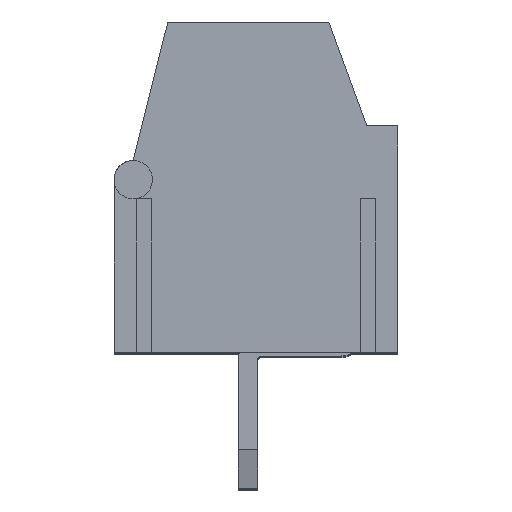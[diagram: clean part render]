
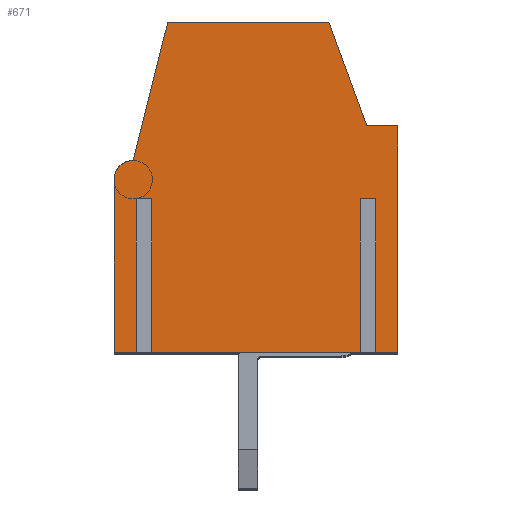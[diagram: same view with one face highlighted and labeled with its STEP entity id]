
A CAD part, top view. The second image highlights one B-rep face of the part: STEP entity #671.
In plain terms, the highlighted planar face has unit normal (0, 0, 1).
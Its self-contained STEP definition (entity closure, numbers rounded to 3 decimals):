
#671=ADVANCED_FACE('',(#1607),#16362,.T.);
#1607=FACE_OUTER_BOUND('',#2545,.T.);
#2545=EDGE_LOOP('',(#3953,#3954,#3955,#3956,#3957,#3958,#3959,#3960,#3961,
#3962,#3963,#3964,#3965,#3966,#3967,#3968));
#3953=ORIENTED_EDGE('',*,*,#8882,.T.);
#3954=ORIENTED_EDGE('',*,*,#8889,.T.);
#3955=ORIENTED_EDGE('',*,*,#8799,.T.);
#3956=ORIENTED_EDGE('',*,*,#8797,.T.);
#3957=ORIENTED_EDGE('',*,*,#8807,.T.);
#3958=ORIENTED_EDGE('',*,*,#8888,.T.);
#3959=ORIENTED_EDGE('',*,*,#8847,.T.);
#3960=ORIENTED_EDGE('',*,*,#8850,.T.);
#3961=ORIENTED_EDGE('',*,*,#8853,.T.);
#3962=ORIENTED_EDGE('',*,*,#8870,.T.);
#3963=ORIENTED_EDGE('',*,*,#8873,.T.);
#3964=ORIENTED_EDGE('',*,*,#8886,.F.);
#3965=ORIENTED_EDGE('',*,*,#8887,.F.);
#3966=ORIENTED_EDGE('',*,*,#8890,.T.);
#3967=ORIENTED_EDGE('',*,*,#8875,.T.);
#3968=ORIENTED_EDGE('',*,*,#8885,.T.);
#8797=EDGE_CURVE('',#14398,#14399,#11903,.T.);
#8799=EDGE_CURVE('',#14402,#14398,#11905,.T.);
#8807=EDGE_CURVE('',#14399,#14405,#11913,.T.);
#8847=EDGE_CURVE('',#14436,#14437,#11953,.T.);
#8850=EDGE_CURVE('',#14437,#14439,#11956,.T.);
#8853=EDGE_CURVE('',#14439,#14441,#11959,.T.);
#8870=EDGE_CURVE('',#14441,#14451,#11968,.T.);
#8873=EDGE_CURVE('',#14451,#14452,#11971,.T.);
#8875=EDGE_CURVE('',#14455,#14456,#11973,.T.);
#8882=EDGE_CURVE('',#14461,#14460,#11980,.T.);
#8885=EDGE_CURVE('',#14456,#14461,#11983,.T.);
#8886=EDGE_CURVE('',#14462,#14452,#11435,.T.);
#8887=EDGE_CURVE('',#14463,#14462,#11984,.T.);
#8888=EDGE_CURVE('',#14405,#14436,#11985,.T.);
#8889=EDGE_CURVE('',#14460,#14402,#11986,.T.);
#8890=EDGE_CURVE('',#14463,#14455,#11987,.T.);
#11435=(
BOUNDED_CURVE()
B_SPLINE_CURVE(2,(#19997,#19998,#19999),.UNSPECIFIED.,.F.,.F.)
B_SPLINE_CURVE_WITH_KNOTS((3,3),(-0.785,0.),.UNSPECIFIED.)
CURVE()
GEOMETRIC_REPRESENTATION_ITEM()
RATIONAL_B_SPLINE_CURVE((1.,0.707,1.))
REPRESENTATION_ITEM('')
);
#11903=B_SPLINE_CURVE_WITH_KNOTS('',1,(#19795,#19796),.UNSPECIFIED.,.F.,
 .F.,(2,2),(0.,0.4),.UNSPECIFIED.);
#11905=B_SPLINE_CURVE_WITH_KNOTS('',1,(#19799,#19800),.UNSPECIFIED.,.F.,
 .F.,(2,2),(0.,4.),.UNSPECIFIED.);
#11913=B_SPLINE_CURVE_WITH_KNOTS('',1,(#19815,#19816),.UNSPECIFIED.,.F.,
 .F.,(2,2),(-4.,0.),.UNSPECIFIED.);
#11953=B_SPLINE_CURVE_WITH_KNOTS('',1,(#19895,#19896),.UNSPECIFIED.,.F.,
 .F.,(2,2),(0.,5.9),.UNSPECIFIED.);
#11956=B_SPLINE_CURVE_WITH_KNOTS('',1,(#19901,#19902),.UNSPECIFIED.,.F.,
 .F.,(2,2),(0.,0.814),.UNSPECIFIED.);
#11959=B_SPLINE_CURVE_WITH_KNOTS('',1,(#19907,#19908),.UNSPECIFIED.,.F.,
 .F.,(2,2),(-2.884,0.),.UNSPECIFIED.);
#11968=B_SPLINE_CURVE_WITH_KNOTS('',1,(#19965,#19966),.UNSPECIFIED.,.F.,
 .F.,(2,2),(-4.2,0.),.UNSPECIFIED.);
#11971=B_SPLINE_CURVE_WITH_KNOTS('',1,(#19971,#19972),.UNSPECIFIED.,.F.,
 .F.,(2,2),(-3.72,0.),.UNSPECIFIED.);
#11973=B_SPLINE_CURVE_WITH_KNOTS('',1,(#19975,#19976),.UNSPECIFIED.,.F.,
 .F.,(2,2),(0.,4.),.UNSPECIFIED.);
#11980=B_SPLINE_CURVE_WITH_KNOTS('',1,(#19989,#19990),.UNSPECIFIED.,.F.,
 .F.,(2,2),(-4.,0.),.UNSPECIFIED.);
#11983=B_SPLINE_CURVE_WITH_KNOTS('',1,(#19995,#19996),.UNSPECIFIED.,.F.,
 .F.,(2,2),(0.,0.4),.UNSPECIFIED.);
#11984=B_SPLINE_CURVE_WITH_KNOTS('',1,(#20000,#20001),.UNSPECIFIED.,.F.,
 .F.,(2,2),(0.,4.5),.UNSPECIFIED.);
#11985=B_SPLINE_CURVE_WITH_KNOTS('',1,(#20002,#20003),.UNSPECIFIED.,.F.,
 .F.,(2,2),(0.,0.58),.UNSPECIFIED.);
#11986=B_SPLINE_CURVE_WITH_KNOTS('',1,(#20004,#20005),.UNSPECIFIED.,.F.,
 .F.,(2,2),(0.,5.44),.UNSPECIFIED.);
#11987=B_SPLINE_CURVE_WITH_KNOTS('',1,(#20006,#20007),.UNSPECIFIED.,.F.,
 .F.,(2,2),(0.,0.58),.UNSPECIFIED.);
#14398=VERTEX_POINT('',#19707);
#14399=VERTEX_POINT('',#19708);
#14402=VERTEX_POINT('',#19711);
#14405=VERTEX_POINT('',#19714);
#14436=VERTEX_POINT('',#19745);
#14437=VERTEX_POINT('',#19746);
#14439=VERTEX_POINT('',#19748);
#14441=VERTEX_POINT('',#19750);
#14451=VERTEX_POINT('',#19760);
#14452=VERTEX_POINT('',#19761);
#14455=VERTEX_POINT('',#19764);
#14456=VERTEX_POINT('',#19765);
#14460=VERTEX_POINT('',#19769);
#14461=VERTEX_POINT('',#19770);
#14462=VERTEX_POINT('',#19771);
#14463=VERTEX_POINT('',#19772);
#16362=PLANE('',#17190);
#17190=AXIS2_PLACEMENT_3D('',#19677,#18001,$);
#18001=DIRECTION('',(0.,0.,1.));
#19677=CARTESIAN_POINT('',(-4.234,-0.863,26.25));
#19707=CARTESIAN_POINT('',(2.927,4.,26.25));
#19708=CARTESIAN_POINT('',(3.327,4.,26.25));
#19711=CARTESIAN_POINT('',(2.927,0.,26.25));
#19714=CARTESIAN_POINT('',(3.327,0.,26.25));
#19745=CARTESIAN_POINT('',(3.907,0.,26.25));
#19746=CARTESIAN_POINT('',(3.907,5.9,26.25));
#19748=CARTESIAN_POINT('',(3.093,5.9,26.25));
#19750=CARTESIAN_POINT('',(2.107,8.609,26.25));
#19760=CARTESIAN_POINT('',(-2.093,8.609,26.25));
#19761=CARTESIAN_POINT('',(-2.993,5.,26.25));
#19764=CARTESIAN_POINT('',(-2.913,0.,26.25));
#19765=CARTESIAN_POINT('',(-2.913,4.,26.25));
#19769=CARTESIAN_POINT('',(-2.513,0.,26.25));
#19770=CARTESIAN_POINT('',(-2.513,4.,26.25));
#19771=CARTESIAN_POINT('',(-3.493,4.5,26.25));
#19772=CARTESIAN_POINT('',(-3.493,0.,26.25));
#19795=CARTESIAN_POINT('',(2.927,4.,26.25));
#19796=CARTESIAN_POINT('',(3.327,4.,26.25));
#19799=CARTESIAN_POINT('',(2.927,0.,26.25));
#19800=CARTESIAN_POINT('',(2.927,4.,26.25));
#19815=CARTESIAN_POINT('',(3.327,4.,26.25));
#19816=CARTESIAN_POINT('',(3.327,0.,26.25));
#19895=CARTESIAN_POINT('',(3.907,0.,26.25));
#19896=CARTESIAN_POINT('',(3.907,5.9,26.25));
#19901=CARTESIAN_POINT('',(3.907,5.9,26.25));
#19902=CARTESIAN_POINT('',(3.093,5.9,26.25));
#19907=CARTESIAN_POINT('',(3.093,5.9,26.25));
#19908=CARTESIAN_POINT('',(2.107,8.609,26.25));
#19965=CARTESIAN_POINT('',(2.107,8.609,26.25));
#19966=CARTESIAN_POINT('',(-2.093,8.609,26.25));
#19971=CARTESIAN_POINT('',(-2.093,8.609,26.25));
#19972=CARTESIAN_POINT('',(-2.993,5.,26.25));
#19975=CARTESIAN_POINT('',(-2.913,0.,26.25));
#19976=CARTESIAN_POINT('',(-2.913,4.,26.25));
#19989=CARTESIAN_POINT('',(-2.513,4.,26.25));
#19990=CARTESIAN_POINT('',(-2.513,0.,26.25));
#19995=CARTESIAN_POINT('',(-2.913,4.,26.25));
#19996=CARTESIAN_POINT('',(-2.513,4.,26.25));
#19997=CARTESIAN_POINT('',(-3.493,4.5,26.25));
#19998=CARTESIAN_POINT('',(-3.493,5.,26.25));
#19999=CARTESIAN_POINT('',(-2.993,5.,26.25));
#20000=CARTESIAN_POINT('',(-3.493,0.,26.25));
#20001=CARTESIAN_POINT('',(-3.493,4.5,26.25));
#20002=CARTESIAN_POINT('',(3.327,0.,26.25));
#20003=CARTESIAN_POINT('',(3.907,0.,26.25));
#20004=CARTESIAN_POINT('',(-2.513,0.,26.25));
#20005=CARTESIAN_POINT('',(2.927,0.,26.25));
#20006=CARTESIAN_POINT('',(-3.493,0.,26.25));
#20007=CARTESIAN_POINT('',(-2.913,0.,26.25));
